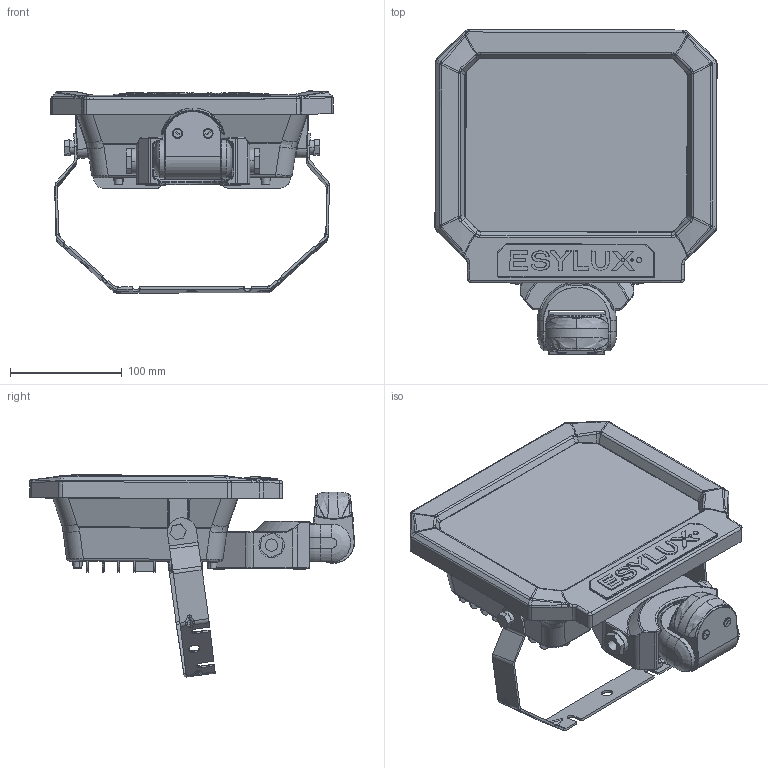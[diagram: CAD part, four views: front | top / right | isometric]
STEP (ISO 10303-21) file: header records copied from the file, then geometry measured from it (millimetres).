
FILE_DESCRIPTION(('CATIA V5 STEP Exchange'),'2;1');
FILE_NAME('');
FILE_SCHEMA(('CONFIG_CONTROL_DESIGN'));
Products named in the file (1): Scheinwerfer
Bounding box: 252.91 x 291.39 x 181.33 mm (x, y, z)
Volume: 869126.6 mm3; surface area: 586394.5 mm2
Topology: 18 solids, 18 shells, 2489 faces, 6333 edges, 3921 vertices
Faces by surface type: plane 969, bspline 757, cylinder 627, torus 85, cone 25, extrusion 16, sphere 8, revolution 2
Entity records: 130250 total; most frequent: CARTESIAN_POINT 81532, ORIENTED_EDGE 12646, EDGE_CURVE 6323, DIRECTION 5506, VERTEX_POINT 3918, B_SPLINE_CURVE_WITH_KNOTS 2985, EDGE_LOOP 2567, VECTOR 2553
